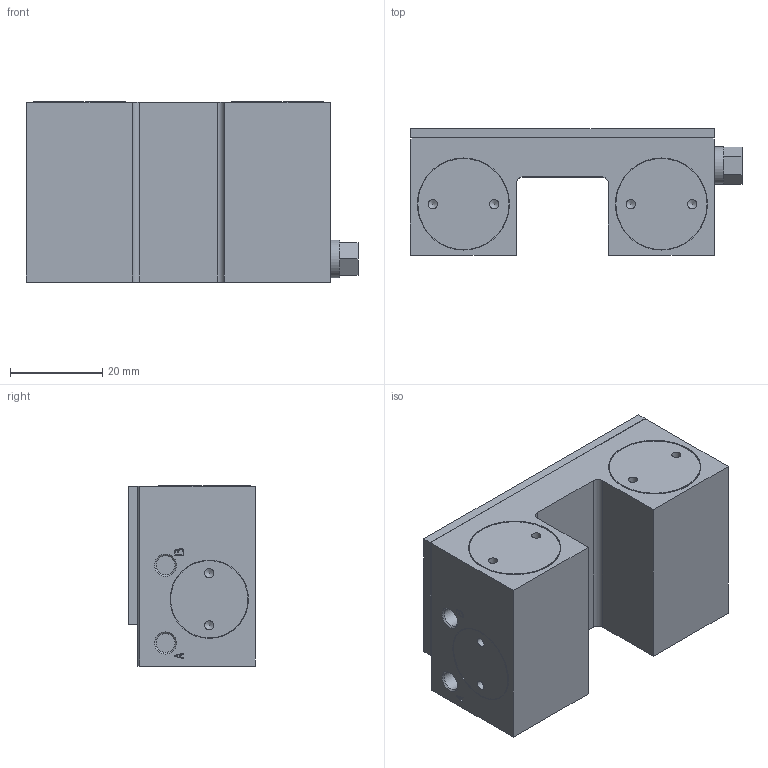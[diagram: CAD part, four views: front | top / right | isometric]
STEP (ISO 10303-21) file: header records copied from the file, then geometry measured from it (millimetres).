
FILE_DESCRIPTION( ( 'STEP AP203' ), '1' );
FILE_NAME( 'MK2001A-PMK20-2-A-SBCSBI-SBI..FL-20.stp', '2021-04-16T08:21:10', ( 'License CC BY-ND 4.0' ), ( 'CADENAS' ), ' ', 'PARTsolutions', ' ' );
FILE_SCHEMA( ( 'CONFIG_CONTROL_DESIGN' ) );
Length unit declared in the file: millimetre
Products named in the file (4): MK2001A-PMK20-2-A-SBCSBI-SBI..FL-20; _Gehaeuse_MKS 2001A 7.02; _Luftfilter 6 7; _PMK20-2-A
Assembly tree (3 placements, depth 2):
  MK2001A-PMK20-2-A-SBCSBI-SBI..FL-20
    _Gehaeuse_MKS 2001A 7.02
    _Luftfilter 6 7
    _PMK20-2-A
Bounding box: 72.1 x 27.5 x 39.1 mm (x, y, z)
Volume: 55770 mm3; surface area: 16238.9 mm2
Topology: 3 solids, 3 shells, 148 faces, 349 edges, 234 vertices
Faces by surface type: plane 93, cylinder 39, cone 16
Full cylindrical faces by diameter (mm): 2 x8, 4.134 x8, 6.5 x4, 8.2 x1, 16.8 x2, 17 x2, 19.8 x2, 20 x2
Entity records: 3959 total; most frequent: DIRECTION 666, CARTESIAN_POINT 642, ORIENTED_EDGE 552, EDGE_CURVE 276, AXIS2_PLACEMENT_3D 238, EDGE_LOOP 228, VERTEX_POINT 214, LINE 190
